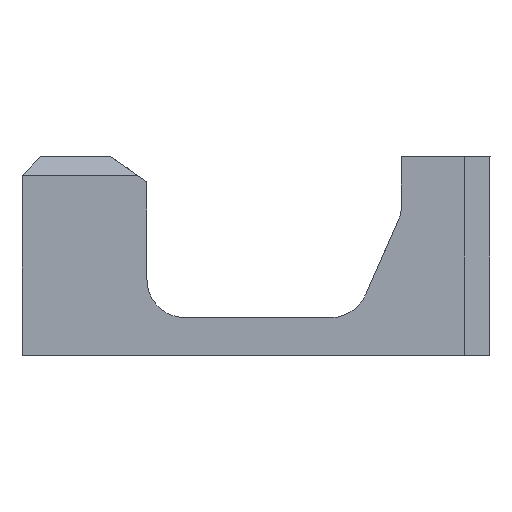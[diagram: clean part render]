
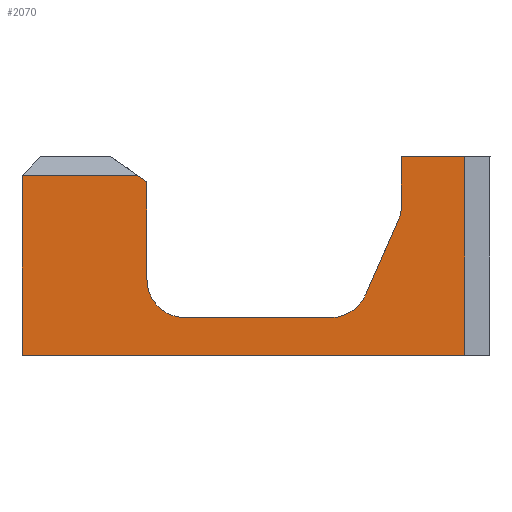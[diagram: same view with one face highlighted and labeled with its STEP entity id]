
A CAD part, left-side view. The second image highlights one B-rep face of the part: STEP entity #2070.
In plain terms, the highlighted planar face has unit normal (-1, 0, 0).
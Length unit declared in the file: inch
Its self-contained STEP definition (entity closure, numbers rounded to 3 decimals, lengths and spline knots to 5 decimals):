
#21 = VERTEX_POINT ( 'NONE', #1316 ) ;
#61 = CARTESIAN_POINT ( 'NONE',  ( -3.7, 1.06249, 0.3 ) ) ;
#63 = LINE ( 'NONE', #4385, #3067 ) ;
#129 = CARTESIAN_POINT ( 'NONE',  ( -3.7, 1.25824, 0.3 ) ) ;
#242 = ORIENTED_EDGE ( 'NONE', *, *, #2393, .F. ) ;
#244 = CARTESIAN_POINT ( 'NONE',  ( -3.7, 0.7, 1.573 ) ) ;
#278 = CARTESIAN_POINT ( 'NONE',  ( -3.7, 3.7, 1.423 ) ) ;
#337 = LINE ( 'NONE', #1418, #530 ) ;
#391 = CARTESIAN_POINT ( 'NONE',  ( -3.7, 3.7, 0. ) ) ;
#403 = CARTESIAN_POINT ( 'NONE',  ( -3.7, 0.98364, 0.47917 ) ) ;
#405 = ORIENTED_EDGE ( 'NONE', *, *, #1119, .T. ) ;
#437 = ORIENTED_EDGE ( 'NONE', *, *, #3672, .T. ) ;
#439 = DIRECTION ( 'NONE',  ( 0., -1., 0. ) ) ;
#512 = VERTEX_POINT ( 'NONE', #403 ) ;
#530 = VECTOR ( 'NONE', #1815, 39.37008 ) ;
#533 = CARTESIAN_POINT ( 'NONE',  ( -3.7, 0.2, 1.573 ) ) ;
#595 = CARTESIAN_POINT ( 'NONE',  ( -3.7, 0.7, 1.12377 ) ) ;
#666 = CARTESIAN_POINT ( 'NONE',  ( -3.7, 0.2, 0. ) ) ;
#688 = EDGE_CURVE ( 'NONE', #2434, #21, #1416, .T. ) ;
#703 = DIRECTION ( 'NONE',  ( 0., 0., 1. ) ) ;
#757 = VECTOR ( 'NONE', #3951, 39.37008 ) ;
#917 = EDGE_CURVE ( 'NONE', #2246, #2751, #3245, .T. ) ;
#940 = DIRECTION ( 'NONE',  ( 0., 0., -1. ) ) ;
#953 = CARTESIAN_POINT ( 'NONE',  ( -3.7, 0.7, 1.18686 ) ) ;
#983 = VECTOR ( 'NONE', #2731, 39.37008 ) ;
#999 = ORIENTED_EDGE ( 'NONE', *, *, #917, .F. ) ;
#1119 = EDGE_CURVE ( 'NONE', #2245, #2667, #4451, .T. ) ;
#1128 = VERTEX_POINT ( 'NONE', #533 ) ;
#1293 = DIRECTION ( 'NONE',  ( 0., 0., -1. ) ) ;
#1316 = CARTESIAN_POINT ( 'NONE',  ( -3.7, 0.72541, 1.06603 ) ) ;
#1341 = EDGE_CURVE ( 'NONE', #512, #21, #3166, .T. ) ;
#1416 = CIRCLE ( 'NONE', #4014, 0.3 ) ;
#1418 = CARTESIAN_POINT ( 'NONE',  ( -3.7, 0., 0. ) ) ;
#1539 = FACE_OUTER_BOUND ( 'NONE', #2597, .T. ) ;
#1656 = CIRCLE ( 'NONE', #3065, 0.3 ) ;
#1791 = CIRCLE ( 'NONE', #3652, 0.3 ) ;
#1800 = VECTOR ( 'NONE', #3236, 39.37008 ) ;
#1815 = DIRECTION ( 'NONE',  ( 0., -1., 0. ) ) ;
#1818 = VECTOR ( 'NONE', #2494, 39.37008 ) ;
#1861 = ORIENTED_EDGE ( 'NONE', *, *, #3250, .F. ) ;
#1986 = ORIENTED_EDGE ( 'NONE', *, *, #4432, .T. ) ;
#2070 = ADVANCED_FACE ( 'NONE', ( #1539 ), #4349, .F. ) ;
#2073 = LINE ( 'NONE', #4611, #3298 ) ;
#2132 = DIRECTION ( 'NONE',  ( 1., 0., 0. ) ) ;
#2179 = EDGE_CURVE ( 'NONE', #3940, #1128, #2073, .T. ) ;
#2211 = LINE ( 'NONE', #4323, #1818 ) ;
#2231 = VERTEX_POINT ( 'NONE', #4168 ) ;
#2232 = VECTOR ( 'NONE', #3076, 39.37008 ) ;
#2245 = VERTEX_POINT ( 'NONE', #278 ) ;
#2246 = VERTEX_POINT ( 'NONE', #2458 ) ;
#2360 = CARTESIAN_POINT ( 'NONE',  ( -3.7, 3.7, 1.573 ) ) ;
#2371 = CARTESIAN_POINT ( 'NONE',  ( -3.7, 2.41249, 0.6 ) ) ;
#2383 = VECTOR ( 'NONE', #439, 39.37008 ) ;
#2393 = EDGE_CURVE ( 'NONE', #4590, #2231, #63, .T. ) ;
#2434 = VERTEX_POINT ( 'NONE', #953 ) ;
#2458 = CARTESIAN_POINT ( 'NONE',  ( -3.7, 2.41249, 0.3 ) ) ;
#2494 = DIRECTION ( 'NONE',  ( 0., -1., 0. ) ) ;
#2518 = LINE ( 'NONE', #4253, #1800 ) ;
#2569 = LINE ( 'NONE', #3929, #757 ) ;
#2575 = CARTESIAN_POINT ( 'NONE',  ( -3.7, 1.25824, 0.6 ) ) ;
#2597 = EDGE_LOOP ( 'NONE', ( #1986, #3846, #1861, #2761, #4081, #3286, #437, #999, #2946, #3593, #242, #3866, #405 ) ) ;
#2667 = VERTEX_POINT ( 'NONE', #391 ) ;
#2731 = DIRECTION ( 'NONE',  ( 0., 0., 1. ) ) ;
#2739 = DIRECTION ( 'NONE',  ( 1., 0., 0. ) ) ;
#2751 = VERTEX_POINT ( 'NONE', #129 ) ;
#2761 = ORIENTED_EDGE ( 'NONE', *, *, #2866, .F. ) ;
#2821 = DIRECTION ( 'NONE',  ( 0., -0.403, 0.915 ) ) ;
#2828 = VECTOR ( 'NONE', #2821, 39.37008 ) ;
#2866 = EDGE_CURVE ( 'NONE', #2434, #3829, #3444, .T. ) ;
#2946 = ORIENTED_EDGE ( 'NONE', *, *, #4359, .T. ) ;
#3065 = AXIS2_PLACEMENT_3D ( 'NONE', #2371, #3781, #3508 ) ;
#3067 = VECTOR ( 'NONE', #4340, 39.37008 ) ;
#3076 = DIRECTION ( 'NONE',  ( 0., 0., -1. ) ) ;
#3098 = DIRECTION ( 'NONE',  ( 1., 0., 0. ) ) ;
#3166 = LINE ( 'NONE', #595, #2828 ) ;
#3236 = DIRECTION ( 'NONE',  ( 0., 1., 0. ) ) ;
#3245 = LINE ( 'NONE', #61, #2383 ) ;
#3250 = EDGE_CURVE ( 'NONE', #3829, #1128, #2211, .T. ) ;
#3286 = ORIENTED_EDGE ( 'NONE', *, *, #1341, .F. ) ;
#3298 = VECTOR ( 'NONE', #703, 39.37008 ) ;
#3334 = VERTEX_POINT ( 'NONE', #4394 ) ;
#3395 = CARTESIAN_POINT ( 'NONE',  ( -3.7, 2.78392, 1.423 ) ) ;
#3444 = LINE ( 'NONE', #244, #983 ) ;
#3508 = DIRECTION ( 'NONE',  ( 0., 0., -1. ) ) ;
#3593 = ORIENTED_EDGE ( 'NONE', *, *, #4074, .F. ) ;
#3652 = AXIS2_PLACEMENT_3D ( 'NONE', #2575, #2132, #3682 ) ;
#3672 = EDGE_CURVE ( 'NONE', #512, #2751, #1791, .T. ) ;
#3682 = DIRECTION ( 'NONE',  ( 0., 0., -1. ) ) ;
#3771 = CARTESIAN_POINT ( 'NONE',  ( -3.7, 0.7, 1.573 ) ) ;
#3781 = DIRECTION ( 'NONE',  ( 1., 0., 0. ) ) ;
#3829 = VERTEX_POINT ( 'NONE', #3771 ) ;
#3846 = ORIENTED_EDGE ( 'NONE', *, *, #2179, .T. ) ;
#3866 = ORIENTED_EDGE ( 'NONE', *, *, #4498, .T. ) ;
#3927 = AXIS2_PLACEMENT_3D ( 'NONE', #4147, #2739, #940 ) ;
#3929 = CARTESIAN_POINT ( 'NONE',  ( -3.7, 2.71249, 0.3 ) ) ;
#3940 = VERTEX_POINT ( 'NONE', #666 ) ;
#3951 = DIRECTION ( 'NONE',  ( 0., 0., -1. ) ) ;
#4014 = AXIS2_PLACEMENT_3D ( 'NONE', #4516, #3098, #1293 ) ;
#4074 = EDGE_CURVE ( 'NONE', #2231, #3334, #2569, .T. ) ;
#4081 = ORIENTED_EDGE ( 'NONE', *, *, #688, .T. ) ;
#4147 = CARTESIAN_POINT ( 'NONE',  ( -3.7, 0., 1.573 ) ) ;
#4168 = CARTESIAN_POINT ( 'NONE',  ( -3.7, 2.71249, 1.37341 ) ) ;
#4253 = CARTESIAN_POINT ( 'NONE',  ( -3.7, 3.7, 1.423 ) ) ;
#4323 = CARTESIAN_POINT ( 'NONE',  ( -3.7, 0., 1.573 ) ) ;
#4340 = DIRECTION ( 'NONE',  ( 0., -0.821, -0.57 ) ) ;
#4349 = PLANE ( 'NONE',  #3927 ) ;
#4359 = EDGE_CURVE ( 'NONE', #2246, #3334, #1656, .T. ) ;
#4385 = CARTESIAN_POINT ( 'NONE',  ( -3.7, 2.71249, 1.37341 ) ) ;
#4394 = CARTESIAN_POINT ( 'NONE',  ( -3.7, 2.71249, 0.6 ) ) ;
#4432 = EDGE_CURVE ( 'NONE', #2667, #3940, #337, .T. ) ;
#4451 = LINE ( 'NONE', #2360, #2232 ) ;
#4498 = EDGE_CURVE ( 'NONE', #4590, #2245, #2518, .T. ) ;
#4516 = CARTESIAN_POINT ( 'NONE',  ( -3.7, 1., 1.18686 ) ) ;
#4590 = VERTEX_POINT ( 'NONE', #3395 ) ;
#4611 = CARTESIAN_POINT ( 'NONE',  ( -3.7, 0.2, 1.573 ) ) ;
